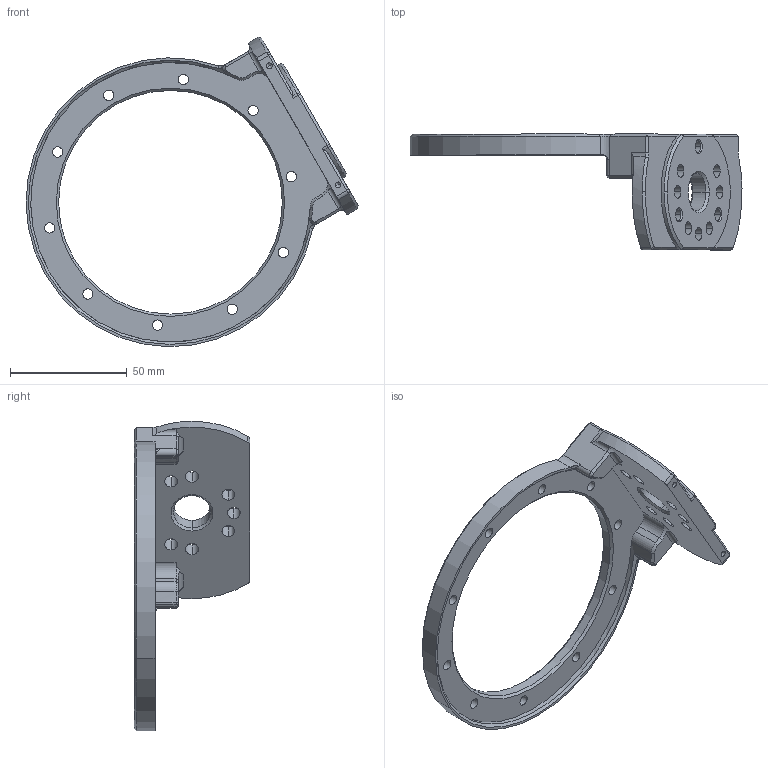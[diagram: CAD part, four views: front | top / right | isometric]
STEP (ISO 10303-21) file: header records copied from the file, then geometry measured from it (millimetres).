
FILE_DESCRIPTION(/* description */ (''),/* implementation_level */ '2;1');
FILE_NAME(/* name */ 'Thigh_Root_Structure_Hole.stp',/* time_stamp */ '2025-05-18T14:01:51+08:00',/* author */ (''),/* organization */ (''),/* preprocessor_version */ 'ST-DEVELOPER v19.2',/* originating_system */ 'Rhino 8.17',/* authorisation */ '');
FILE_SCHEMA (('CONFIG_CONTROL_DESIGN'));
Length unit declared in the file: centimetre
Products named in the file (1): Document
Bounding box: 142.49 x 49.7 x 132.8 mm (x, y, z)
Volume: 61696.2 mm3; surface area: 26921.3 mm2
Topology: 1 solids, 1 shells, 178 faces, 446 edges, 274 vertices
Faces by surface type: cylinder 88, bspline 50, plane 40
Entity records: 6694 total; most frequent: CARTESIAN_POINT 2726, ORIENTED_EDGE 884, DIRECTION 548, EDGE_CURVE 442, AXIS2_PLACEMENT_3D 338, VERTEX_POINT 274, B_SPLINE_CURVE_WITH_KNOTS 226, EDGE_LOOP 224
